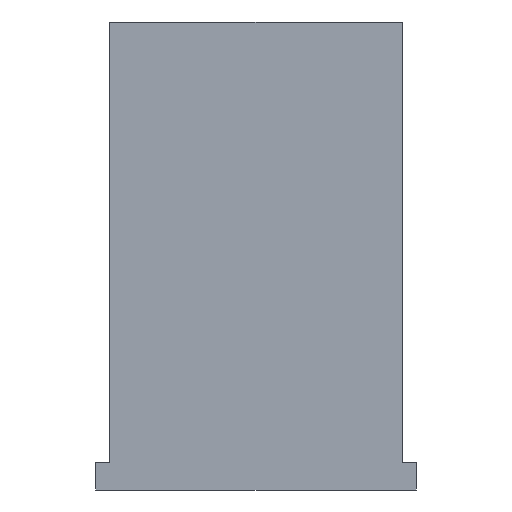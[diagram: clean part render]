
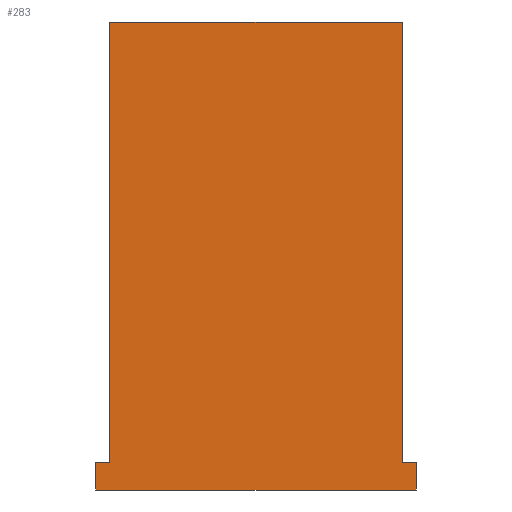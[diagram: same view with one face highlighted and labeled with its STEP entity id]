
A CAD part, front view. The second image highlights one B-rep face of the part: STEP entity #283.
In plain terms, the highlighted planar face has unit normal (0, -1, 0).
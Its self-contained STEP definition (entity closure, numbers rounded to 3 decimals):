
#4 = CARTESIAN_POINT ( 'NONE',  ( -80., -125., 0. ) ) ;
#6 = CARTESIAN_POINT ( 'NONE',  ( 80., -125., 13.5 ) ) ;
#9 = DIRECTION ( 'NONE',  ( 0., 0., -1. ) ) ;
#28 = VECTOR ( 'NONE', #317, 1000. ) ;
#29 = CARTESIAN_POINT ( 'NONE',  ( -73., -125., 233.5 ) ) ;
#33 = ORIENTED_EDGE ( 'NONE', *, *, #142, .F. ) ;
#34 = VECTOR ( 'NONE', #349, 1000. ) ;
#35 = CARTESIAN_POINT ( 'NONE',  ( -80., -125., 13.5 ) ) ;
#48 = EDGE_LOOP ( 'NONE', ( #342, #400, #33, #136, #133, #255, #93, #404 ) ) ;
#60 = EDGE_CURVE ( 'NONE', #234, #316, #445, .T. ) ;
#65 = VERTEX_POINT ( 'NONE', #175 ) ;
#71 = VECTOR ( 'NONE', #119, 1000. ) ;
#73 = EDGE_CURVE ( 'NONE', #422, #65, #312, .T. ) ;
#76 = EDGE_CURVE ( 'NONE', #110, #326, #401, .T. ) ;
#80 = VERTEX_POINT ( 'NONE', #250 ) ;
#83 = CARTESIAN_POINT ( 'NONE',  ( -80., -125., 13.5 ) ) ;
#90 = CARTESIAN_POINT ( 'NONE',  ( 80., -125., 0. ) ) ;
#93 = ORIENTED_EDGE ( 'NONE', *, *, #60, .F. ) ;
#96 = DIRECTION ( 'NONE',  ( 1., 0., 0. ) ) ;
#100 = EDGE_CURVE ( 'NONE', #422, #316, #363, .T. ) ;
#110 = VERTEX_POINT ( 'NONE', #4 ) ;
#113 = VECTOR ( 'NONE', #395, 1000. ) ;
#119 = DIRECTION ( 'NONE',  ( 0., 0., -1. ) ) ;
#125 = DIRECTION ( 'NONE',  ( 0., 0., -1. ) ) ;
#130 = LINE ( 'NONE', #328, #71 ) ;
#133 = ORIENTED_EDGE ( 'NONE', *, *, #73, .F. ) ;
#134 = DIRECTION ( 'NONE',  ( 1., 0., 0. ) ) ;
#136 = ORIENTED_EDGE ( 'NONE', *, *, #355, .F. ) ;
#142 = EDGE_CURVE ( 'NONE', #80, #178, #183, .T. ) ;
#155 = DIRECTION ( 'NONE',  ( 0., 0., 1. ) ) ;
#160 = AXIS2_PLACEMENT_3D ( 'NONE', #387, #188, #155 ) ;
#163 = CARTESIAN_POINT ( 'NONE',  ( -73., -125., 13.5 ) ) ;
#175 = CARTESIAN_POINT ( 'NONE',  ( 73., -125., 233.5 ) ) ;
#178 = VERTEX_POINT ( 'NONE', #6 ) ;
#183 = LINE ( 'NONE', #323, #28 ) ;
#188 = DIRECTION ( 'NONE',  ( 0., 1., 0. ) ) ;
#193 = CARTESIAN_POINT ( 'NONE',  ( 80., -125., 13.5 ) ) ;
#197 = VECTOR ( 'NONE', #96, 1000. ) ;
#213 = CARTESIAN_POINT ( 'NONE',  ( -73., -125., 233.5 ) ) ;
#234 = VERTEX_POINT ( 'NONE', #35 ) ;
#237 = VECTOR ( 'NONE', #134, 1000. ) ;
#241 = FACE_OUTER_BOUND ( 'NONE', #48, .T. ) ;
#246 = EDGE_CURVE ( 'NONE', #234, #110, #304, .T. ) ;
#250 = CARTESIAN_POINT ( 'NONE',  ( 73., -125., 13.5 ) ) ;
#255 = ORIENTED_EDGE ( 'NONE', *, *, #100, .T. ) ;
#266 = VECTOR ( 'NONE', #125, 1000. ) ;
#274 = VECTOR ( 'NONE', #9, 1000. ) ;
#283 = ADVANCED_FACE ( 'NONE', ( #241 ), #390, .F. ) ;
#298 = CARTESIAN_POINT ( 'NONE',  ( -73., -125., 233.5 ) ) ;
#304 = LINE ( 'NONE', #83, #113 ) ;
#312 = LINE ( 'NONE', #29, #237 ) ;
#314 = EDGE_CURVE ( 'NONE', #178, #326, #412, .T. ) ;
#316 = VERTEX_POINT ( 'NONE', #163 ) ;
#317 = DIRECTION ( 'NONE',  ( 1., 0., 0. ) ) ;
#323 = CARTESIAN_POINT ( 'NONE',  ( -80., -125., 13.5 ) ) ;
#326 = VERTEX_POINT ( 'NONE', #90 ) ;
#328 = CARTESIAN_POINT ( 'NONE',  ( 73., -125., 233.5 ) ) ;
#342 = ORIENTED_EDGE ( 'NONE', *, *, #76, .T. ) ;
#349 = DIRECTION ( 'NONE',  ( 1., 0., 0. ) ) ;
#355 = EDGE_CURVE ( 'NONE', #65, #80, #130, .T. ) ;
#363 = LINE ( 'NONE', #213, #274 ) ;
#387 = CARTESIAN_POINT ( 'NONE',  ( -80., -125., 13.5 ) ) ;
#390 = PLANE ( 'NONE',  #160 ) ;
#395 = DIRECTION ( 'NONE',  ( 0., 0., -1. ) ) ;
#400 = ORIENTED_EDGE ( 'NONE', *, *, #314, .F. ) ;
#401 = LINE ( 'NONE', #418, #34 ) ;
#404 = ORIENTED_EDGE ( 'NONE', *, *, #246, .T. ) ;
#410 = CARTESIAN_POINT ( 'NONE',  ( -80., -125., 13.5 ) ) ;
#412 = LINE ( 'NONE', #193, #266 ) ;
#418 = CARTESIAN_POINT ( 'NONE',  ( -80., -125., 0. ) ) ;
#422 = VERTEX_POINT ( 'NONE', #298 ) ;
#445 = LINE ( 'NONE', #410, #197 ) ;
